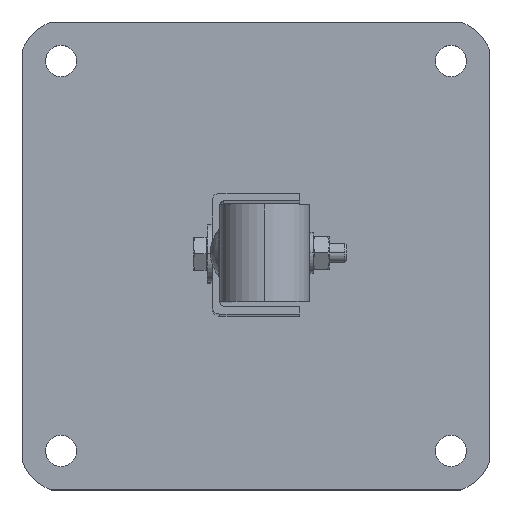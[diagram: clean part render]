
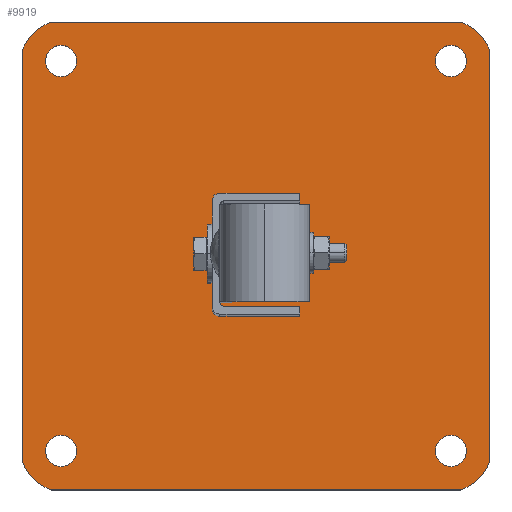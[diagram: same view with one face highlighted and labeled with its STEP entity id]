
A CAD part, top view. The second image highlights one B-rep face of the part: STEP entity #9919.
In plain terms, the highlighted planar face has unit normal (0, 0, 1).
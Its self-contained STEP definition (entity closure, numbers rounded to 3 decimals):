
#90 = EDGE_LOOP ( 'NONE', ( #6838, #2258 ) ) ;
#119 = EDGE_CURVE ( 'NONE', #5807, #2307, #4644, .T. ) ;
#261 = AXIS2_PLACEMENT_3D ( 'NONE', #4230, #8738, #9573 ) ;
#476 = EDGE_CURVE ( 'NONE', #2863, #10012, #9962, .T. ) ;
#546 = DIRECTION ( 'NONE',  ( 1., 0., 0. ) ) ;
#615 = EDGE_CURVE ( 'NONE', #9136, #2821, #9012, .T. ) ;
#881 = VERTEX_POINT ( 'NONE', #7496 ) ;
#966 = CARTESIAN_POINT ( 'NONE',  ( 83.097, 112.325, 4. ) ) ;
#1031 = DIRECTION ( 'NONE',  ( 1., 0., 0. ) ) ;
#1037 = CARTESIAN_POINT ( 'NONE',  ( -136.903, 132.325, 4. ) ) ;
#1221 = CARTESIAN_POINT ( 'NONE',  ( 91.097, -87.675, 4. ) ) ;
#1229 = ORIENTED_EDGE ( 'NONE', *, *, #6102, .F. ) ;
#1270 = EDGE_LOOP ( 'NONE', ( #9878, #3681 ) ) ;
#1271 = DIRECTION ( 'NONE',  ( 0., 0., 1. ) ) ;
#1294 = ORIENTED_EDGE ( 'NONE', *, *, #2337, .T. ) ;
#1541 = LINE ( 'NONE', #11449, #6519 ) ;
#1648 = CARTESIAN_POINT ( 'NONE',  ( 103.097, -92.57, 4. ) ) ;
#1825 = EDGE_CURVE ( 'NONE', #2863, #6407, #5239, .T. ) ;
#1895 = CARTESIAN_POINT ( 'NONE',  ( 79.562, -84.14, 4. ) ) ;
#2164 = ORIENTED_EDGE ( 'NONE', *, *, #8053, .T. ) ;
#2240 = EDGE_CURVE ( 'NONE', #6419, #881, #8789, .T. ) ;
#2258 = ORIENTED_EDGE ( 'NONE', *, *, #2240, .F. ) ;
#2293 = CARTESIAN_POINT ( 'NONE',  ( -108.903, 112.325, 4. ) ) ;
#2307 = VERTEX_POINT ( 'NONE', #1221 ) ;
#2328 = DIRECTION ( 'NONE',  ( 0., 0., 1. ) ) ;
#2337 = EDGE_CURVE ( 'NONE', #10624, #4020, #3839, .T. ) ;
#2371 = CIRCLE ( 'NONE', #8435, 8. ) ;
#2395 = AXIS2_PLACEMENT_3D ( 'NONE', #1037, #3856, #4707 ) ;
#2736 = DIRECTION ( 'NONE',  ( 1., 0., 0. ) ) ;
#2813 = VERTEX_POINT ( 'NONE', #6874 ) ;
#2821 = VERTEX_POINT ( 'NONE', #3493 ) ;
#2842 = FACE_BOUND ( 'NONE', #90, .T. ) ;
#2863 = VERTEX_POINT ( 'NONE', #7394 ) ;
#2894 = DIRECTION ( 'NONE',  ( 0., 0., 1. ) ) ;
#2936 = AXIS2_PLACEMENT_3D ( 'NONE', #6374, #9068, #9193 ) ;
#3112 = CARTESIAN_POINT ( 'NONE',  ( -121.798, -107.675, 4. ) ) ;
#3130 = EDGE_CURVE ( 'NONE', #9460, #9976, #1541, .T. ) ;
#3336 = CARTESIAN_POINT ( 'NONE',  ( 103.097, 132.325, 4. ) ) ;
#3338 = DIRECTION ( 'NONE',  ( 1., 0., 0. ) ) ;
#3493 = CARTESIAN_POINT ( 'NONE',  ( 91.097, 112.325, 4. ) ) ;
#3626 = AXIS2_PLACEMENT_3D ( 'NONE', #1895, #4911, #2736 ) ;
#3681 = ORIENTED_EDGE ( 'NONE', *, *, #6616, .F. ) ;
#3685 = FACE_BOUND ( 'NONE', #8761, .T. ) ;
#3779 = DIRECTION ( 'NONE',  ( 0., 0., 1. ) ) ;
#3839 = CIRCLE ( 'NONE', #261, 25. ) ;
#3840 = AXIS2_PLACEMENT_3D ( 'NONE', #966, #6313, #1031 ) ;
#3856 = DIRECTION ( 'NONE',  ( 0., 0., 1. ) ) ;
#3892 = CARTESIAN_POINT ( 'NONE',  ( -108.903, -87.675, 4. ) ) ;
#4020 = VERTEX_POINT ( 'NONE', #9238 ) ;
#4059 = DIRECTION ( 'NONE',  ( 1., 0., 0. ) ) ;
#4168 = CIRCLE ( 'NONE', #9653, 8. ) ;
#4230 = CARTESIAN_POINT ( 'NONE',  ( -113.367, 108.789, 4. ) ) ;
#4371 = ORIENTED_EDGE ( 'NONE', *, *, #10097, .T. ) ;
#4406 = ORIENTED_EDGE ( 'NONE', *, *, #476, .T. ) ;
#4572 = DIRECTION ( 'NONE',  ( 1., 0., 0. ) ) ;
#4592 = CIRCLE ( 'NONE', #8944, 8. ) ;
#4632 = ORIENTED_EDGE ( 'NONE', *, *, #3130, .T. ) ;
#4644 = CIRCLE ( 'NONE', #10309, 8. ) ;
#4701 = CARTESIAN_POINT ( 'NONE',  ( -116.903, 112.325, 4. ) ) ;
#4707 = DIRECTION ( 'NONE',  ( 1., 0., 0. ) ) ;
#4785 = CIRCLE ( 'NONE', #3626, 25. ) ;
#4911 = DIRECTION ( 'NONE',  ( 0., 0., 1. ) ) ;
#5074 = AXIS2_PLACEMENT_3D ( 'NONE', #10848, #9918, #9020 ) ;
#5239 = LINE ( 'NONE', #3336, #11185 ) ;
#5264 = CARTESIAN_POINT ( 'NONE',  ( -121.798, 132.325, 4. ) ) ;
#5350 = DIRECTION ( 'NONE',  ( 0., 0., 1. ) ) ;
#5408 = EDGE_CURVE ( 'NONE', #10307, #2813, #4168, .T. ) ;
#5578 = CARTESIAN_POINT ( 'NONE',  ( -116.903, -87.675, 4. ) ) ;
#5748 = CARTESIAN_POINT ( 'NONE',  ( 87.993, -107.675, 4. ) ) ;
#5807 = VERTEX_POINT ( 'NONE', #8667 ) ;
#5954 = DIRECTION ( 'NONE',  ( 0., -1., 0. ) ) ;
#6050 = EDGE_CURVE ( 'NONE', #881, #6419, #4592, .T. ) ;
#6102 = EDGE_CURVE ( 'NONE', #2813, #10307, #9309, .T. ) ;
#6117 = EDGE_CURVE ( 'NONE', #9976, #6407, #4785, .T. ) ;
#6313 = DIRECTION ( 'NONE',  ( 0., 0., 1. ) ) ;
#6373 = DIRECTION ( 'NONE',  ( 1., 0., 0. ) ) ;
#6374 = CARTESIAN_POINT ( 'NONE',  ( 83.097, 112.325, 4. ) ) ;
#6407 = VERTEX_POINT ( 'NONE', #1648 ) ;
#6419 = VERTEX_POINT ( 'NONE', #3892 ) ;
#6475 = CARTESIAN_POINT ( 'NONE',  ( -116.903, 112.325, 4. ) ) ;
#6519 = VECTOR ( 'NONE', #3338, 1000. ) ;
#6554 = LINE ( 'NONE', #10211, #9344 ) ;
#6599 = DIRECTION ( 'NONE',  ( 0., 1., 0. ) ) ;
#6616 = EDGE_CURVE ( 'NONE', #2821, #9136, #9926, .T. ) ;
#6783 = CARTESIAN_POINT ( 'NONE',  ( -136.903, -92.57, 4. ) ) ;
#6838 = ORIENTED_EDGE ( 'NONE', *, *, #6050, .F. ) ;
#6874 = CARTESIAN_POINT ( 'NONE',  ( -124.903, 112.325, 4. ) ) ;
#6946 = CARTESIAN_POINT ( 'NONE',  ( 79.562, 108.789, 4. ) ) ;
#6948 = DIRECTION ( 'NONE',  ( -1., 0., 0. ) ) ;
#6962 = EDGE_CURVE ( 'NONE', #11402, #4020, #6554, .T. ) ;
#7321 = FACE_OUTER_BOUND ( 'NONE', #10184, .T. ) ;
#7394 = CARTESIAN_POINT ( 'NONE',  ( 103.097, 117.22, 4. ) ) ;
#7496 = CARTESIAN_POINT ( 'NONE',  ( -124.903, -87.675, 4. ) ) ;
#7783 = DIRECTION ( 'NONE',  ( 0., 0., 1. ) ) ;
#7806 = ORIENTED_EDGE ( 'NONE', *, *, #1825, .F. ) ;
#7955 = CARTESIAN_POINT ( 'NONE',  ( 83.097, -87.675, 4. ) ) ;
#7961 = DIRECTION ( 'NONE',  ( 1., 0., 0. ) ) ;
#7962 = LINE ( 'NONE', #8841, #11602 ) ;
#8018 = AXIS2_PLACEMENT_3D ( 'NONE', #6475, #3779, #6373 ) ;
#8053 = EDGE_CURVE ( 'NONE', #10012, #10624, #7962, .T. ) ;
#8101 = DIRECTION ( 'NONE',  ( 1., 0., 0. ) ) ;
#8258 = ORIENTED_EDGE ( 'NONE', *, *, #6117, .T. ) ;
#8373 = FACE_BOUND ( 'NONE', #1270, .T. ) ;
#8398 = CARTESIAN_POINT ( 'NONE',  ( -116.903, -87.675, 4. ) ) ;
#8435 = AXIS2_PLACEMENT_3D ( 'NONE', #7955, #10548, #546 ) ;
#8448 = CARTESIAN_POINT ( 'NONE',  ( 75.097, 112.325, 4. ) ) ;
#8475 = ORIENTED_EDGE ( 'NONE', *, *, #5408, .F. ) ;
#8667 = CARTESIAN_POINT ( 'NONE',  ( 75.097, -87.675, 4. ) ) ;
#8738 = DIRECTION ( 'NONE',  ( 0., 0., 1. ) ) ;
#8761 = EDGE_LOOP ( 'NONE', ( #1229, #8475 ) ) ;
#8789 = CIRCLE ( 'NONE', #11419, 8. ) ;
#8841 = CARTESIAN_POINT ( 'NONE',  ( 103.097, 132.325, 4. ) ) ;
#8944 = AXIS2_PLACEMENT_3D ( 'NONE', #5578, #2894, #4572 ) ;
#9012 = CIRCLE ( 'NONE', #2936, 8. ) ;
#9020 = DIRECTION ( 'NONE',  ( -1., 0., 0. ) ) ;
#9030 = PLANE ( 'NONE',  #2395 ) ;
#9068 = DIRECTION ( 'NONE',  ( 0., 0., 1. ) ) ;
#9078 = FACE_BOUND ( 'NONE', #10942, .T. ) ;
#9136 = VERTEX_POINT ( 'NONE', #8448 ) ;
#9184 = ORIENTED_EDGE ( 'NONE', *, *, #119, .F. ) ;
#9193 = DIRECTION ( 'NONE',  ( 1., 0., 0. ) ) ;
#9238 = CARTESIAN_POINT ( 'NONE',  ( -136.903, 117.22, 4. ) ) ;
#9309 = CIRCLE ( 'NONE', #8018, 8. ) ;
#9344 = VECTOR ( 'NONE', #6599, 1000. ) ;
#9384 = ORIENTED_EDGE ( 'NONE', *, *, #6962, .F. ) ;
#9401 = EDGE_CURVE ( 'NONE', #2307, #5807, #2371, .T. ) ;
#9460 = VERTEX_POINT ( 'NONE', #3112 ) ;
#9573 = DIRECTION ( 'NONE',  ( -1., 0., 0. ) ) ;
#9653 = AXIS2_PLACEMENT_3D ( 'NONE', #4701, #5350, #8101 ) ;
#9878 = ORIENTED_EDGE ( 'NONE', *, *, #615, .F. ) ;
#9918 = DIRECTION ( 'NONE',  ( 0., 0., 1. ) ) ;
#9919 = ADVANCED_FACE ( 'NONE', ( #2842, #3685, #8373, #9078, #7321 ), #9030, .T. ) ;
#9926 = CIRCLE ( 'NONE', #3840, 8. ) ;
#9962 = CIRCLE ( 'NONE', #10695, 25. ) ;
#9976 = VERTEX_POINT ( 'NONE', #5748 ) ;
#10012 = VERTEX_POINT ( 'NONE', #10601 ) ;
#10097 = EDGE_CURVE ( 'NONE', #11402, #9460, #10543, .T. ) ;
#10184 = EDGE_LOOP ( 'NONE', ( #2164, #1294, #9384, #4371, #4632, #8258, #7806, #4406 ) ) ;
#10211 = CARTESIAN_POINT ( 'NONE',  ( -136.903, -107.675, 4. ) ) ;
#10307 = VERTEX_POINT ( 'NONE', #2293 ) ;
#10309 = AXIS2_PLACEMENT_3D ( 'NONE', #10456, #2328, #11505 ) ;
#10456 = CARTESIAN_POINT ( 'NONE',  ( 83.097, -87.675, 4. ) ) ;
#10543 = CIRCLE ( 'NONE', #5074, 25. ) ;
#10548 = DIRECTION ( 'NONE',  ( 0., 0., 1. ) ) ;
#10601 = CARTESIAN_POINT ( 'NONE',  ( 87.993, 132.325, 4. ) ) ;
#10624 = VERTEX_POINT ( 'NONE', #5264 ) ;
#10695 = AXIS2_PLACEMENT_3D ( 'NONE', #6946, #7783, #7961 ) ;
#10848 = CARTESIAN_POINT ( 'NONE',  ( -113.367, -84.14, 4. ) ) ;
#10942 = EDGE_LOOP ( 'NONE', ( #9184, #11103 ) ) ;
#11103 = ORIENTED_EDGE ( 'NONE', *, *, #9401, .F. ) ;
#11185 = VECTOR ( 'NONE', #5954, 1000. ) ;
#11402 = VERTEX_POINT ( 'NONE', #6783 ) ;
#11419 = AXIS2_PLACEMENT_3D ( 'NONE', #8398, #1271, #4059 ) ;
#11449 = CARTESIAN_POINT ( 'NONE',  ( -136.903, -107.675, 4. ) ) ;
#11505 = DIRECTION ( 'NONE',  ( 1., 0., 0. ) ) ;
#11602 = VECTOR ( 'NONE', #6948, 1000. ) ;
